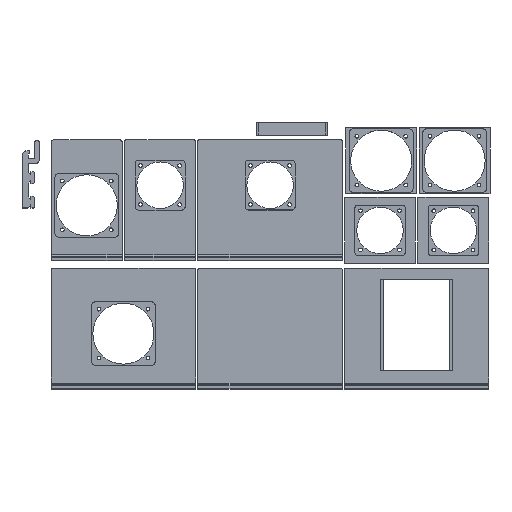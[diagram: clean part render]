
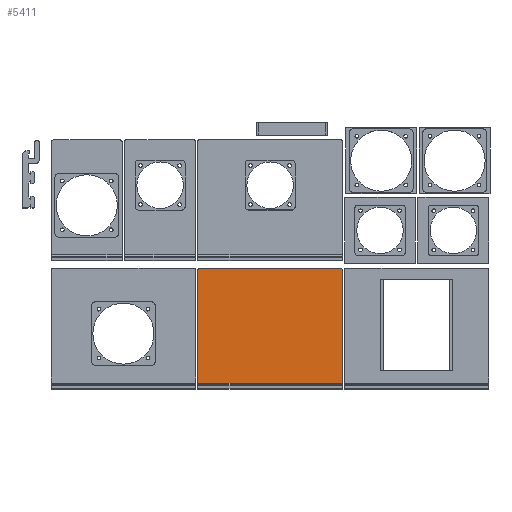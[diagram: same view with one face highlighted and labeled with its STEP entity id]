
A CAD part, top view. The second image highlights one B-rep face of the part: STEP entity #5411.
In plain terms, the highlighted planar face has unit normal (0, 0, 1).
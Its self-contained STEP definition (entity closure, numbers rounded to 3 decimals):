
#183=PLANE('',#5796);
#387=FACE_OUTER_BOUND('',#693,.T.);
#693=EDGE_LOOP('',(#4137,#4138,#4139,#4140,#4141,#4142,#4143,#4144));
#1139=LINE('',#8294,#1686);
#1141=LINE('',#8301,#1688);
#1142=LINE('',#8303,#1689);
#1143=LINE('',#8305,#1690);
#1144=LINE('',#8307,#1691);
#1145=LINE('',#8308,#1692);
#1686=VECTOR('',#6676,10.);
#1688=VECTOR('',#6684,10.);
#1689=VECTOR('',#6685,10.);
#1690=VECTOR('',#6686,10.);
#1691=VECTOR('',#6687,10.);
#1692=VECTOR('',#6688,10.);
#2121=CIRCLE('',#5792,1.);
#2122=CIRCLE('',#5795,1.);
#2466=VERTEX_POINT('',#8286);
#2467=VERTEX_POINT('',#8287);
#2468=VERTEX_POINT('',#8292);
#2469=VERTEX_POINT('',#8296);
#2470=VERTEX_POINT('',#8300);
#2471=VERTEX_POINT('',#8302);
#2472=VERTEX_POINT('',#8304);
#2473=VERTEX_POINT('',#8306);
#3085=EDGE_CURVE('',#2466,#2467,#2121,.T.);
#3089=EDGE_CURVE('',#2468,#2466,#1139,.T.);
#3091=EDGE_CURVE('',#2469,#2468,#2122,.T.);
#3092=EDGE_CURVE('',#2470,#2469,#1141,.T.);
#3093=EDGE_CURVE('',#2470,#2471,#1142,.T.);
#3094=EDGE_CURVE('',#2471,#2472,#1143,.T.);
#3095=EDGE_CURVE('',#2472,#2473,#1144,.T.);
#3096=EDGE_CURVE('',#2467,#2473,#1145,.T.);
#4137=ORIENTED_EDGE('',*,*,#3091,.F.);
#4138=ORIENTED_EDGE('',*,*,#3092,.F.);
#4139=ORIENTED_EDGE('',*,*,#3093,.T.);
#4140=ORIENTED_EDGE('',*,*,#3094,.T.);
#4141=ORIENTED_EDGE('',*,*,#3095,.T.);
#4142=ORIENTED_EDGE('',*,*,#3096,.F.);
#4143=ORIENTED_EDGE('',*,*,#3085,.F.);
#4144=ORIENTED_EDGE('',*,*,#3089,.F.);
#5411=ADVANCED_FACE('',(#387),#183,.T.);
#5792=AXIS2_PLACEMENT_3D('',#8288,#6669,#6670);
#5795=AXIS2_PLACEMENT_3D('',#8298,#6680,#6681);
#5796=AXIS2_PLACEMENT_3D('',#8299,#6682,#6683);
#6669=DIRECTION('center_axis',(0.,0.,
-1.));
#6670=DIRECTION('ref_axis',(0.707,0.707,0.));
#6676=DIRECTION('',(1.,0.,0.));
#6680=DIRECTION('center_axis',(0.,0.,
-1.));
#6681=DIRECTION('ref_axis',(-0.707,0.707,0.));
#6682=DIRECTION('center_axis',(0.,0.,
1.));
#6683=DIRECTION('ref_axis',(0.,1.,0.));
#6684=DIRECTION('',(0.,1.,0.));
#6685=DIRECTION('',(0.,-1.,0.));
#6686=DIRECTION('',(1.,0.,0.));
#6687=DIRECTION('',(0.,1.,0.));
#6688=DIRECTION('',(0.,-1.,0.));
#8286=CARTESIAN_POINT('',(207.,166.,28.));
#8287=CARTESIAN_POINT('',(208.,165.,28.));
#8288=CARTESIAN_POINT('Origin',(207.,165.,28.));
#8292=CARTESIAN_POINT('',(91.,166.,28.));
#8294=CARTESIAN_POINT('',(164.,166.,28.));
#8296=CARTESIAN_POINT('',(90.,165.,28.));
#8298=CARTESIAN_POINT('Origin',(91.,165.,28.));
#8299=CARTESIAN_POINT('Origin',(179.,72.001,28.));
#8300=CARTESIAN_POINT('',(90.,77.,28.));
#8301=CARTESIAN_POINT('',(90.,122.757,28.));
#8302=CARTESIAN_POINT('',(90.,72.001,28.));
#8303=CARTESIAN_POINT('',(90.,94.507,28.));
#8304=CARTESIAN_POINT('',(208.,72.001,28.));
#8305=CARTESIAN_POINT('',(179.,72.001,28.));
#8306=CARTESIAN_POINT('',(208.,77.,28.));
#8307=CARTESIAN_POINT('',(208.,94.507,28.));
#8308=CARTESIAN_POINT('',(208.,122.757,28.));
